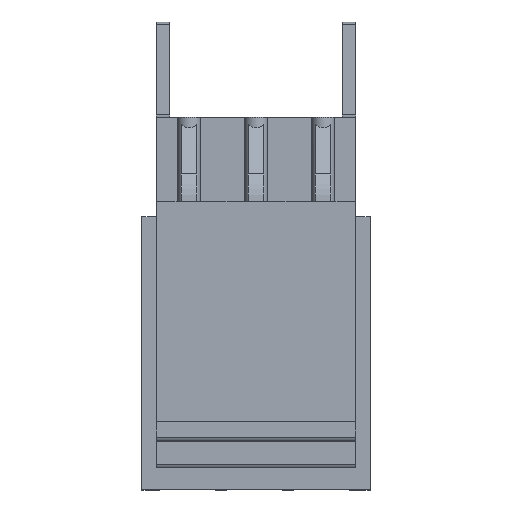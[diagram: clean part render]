
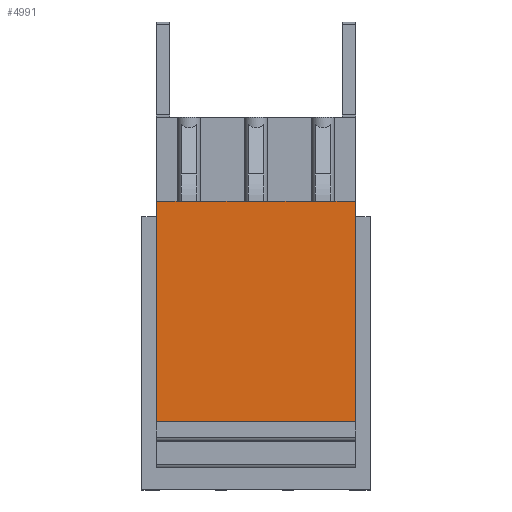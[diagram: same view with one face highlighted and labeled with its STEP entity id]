
A CAD part, top view. The second image highlights one B-rep face of the part: STEP entity #4991.
In plain terms, the highlighted planar face has unit normal (0, 0, 1).
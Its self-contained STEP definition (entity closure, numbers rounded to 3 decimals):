
#4766=AXIS2_PLACEMENT_3D('Plane Axis2P3D',#4763,#4764,#4765) ;
#4763=CARTESIAN_POINT('Axis2P3D Location',(0.,2.5,33.)) ;
#4896=CARTESIAN_POINT('Vertex',(11.15,3.5,33.)) ;
#4899=CARTESIAN_POINT('Line Origine',(5.95,3.5,33.)) ;
#4903=CARTESIAN_POINT('Vertex',(0.75,3.5,33.)) ;
#4918=CARTESIAN_POINT('Line Origine',(11.15,9.25,33.)) ;
#4922=CARTESIAN_POINT('Vertex',(11.15,15.,33.)) ;
#4925=CARTESIAN_POINT('Line Origine',(10.5,15.,33.)) ;
#4929=CARTESIAN_POINT('Vertex',(9.85,15.,33.)) ;
#4932=CARTESIAN_POINT('Line Origine',(9.45,15.,33.)) ;
#4936=CARTESIAN_POINT('Vertex',(9.05,15.,33.)) ;
#4939=CARTESIAN_POINT('Line Origine',(7.7,15.,33.)) ;
#4943=CARTESIAN_POINT('Vertex',(6.35,15.,33.)) ;
#4946=CARTESIAN_POINT('Line Origine',(5.95,15.,33.)) ;
#4950=CARTESIAN_POINT('Vertex',(5.55,15.,33.)) ;
#4953=CARTESIAN_POINT('Line Origine',(4.2,15.,33.)) ;
#4957=CARTESIAN_POINT('Vertex',(2.85,15.,33.)) ;
#4960=CARTESIAN_POINT('Line Origine',(2.45,15.,33.)) ;
#4964=CARTESIAN_POINT('Vertex',(2.05,15.,33.)) ;
#4967=CARTESIAN_POINT('Line Origine',(1.4,15.,33.)) ;
#4971=CARTESIAN_POINT('Vertex',(0.75,15.,33.)) ;
#4974=CARTESIAN_POINT('Line Origine',(0.75,9.25,33.)) ;
#4764=DIRECTION('Axis2P3D Direction',(-0.,0.,1.)) ;
#4765=DIRECTION('Axis2P3D XDirection',(0.,-1.,0.)) ;
#4900=DIRECTION('Vector Direction',(1.,0.,0.)) ;
#4919=DIRECTION('Vector Direction',(0.,-1.,0.)) ;
#4926=DIRECTION('Vector Direction',(1.,0.,0.)) ;
#4933=DIRECTION('Vector Direction',(1.,0.,0.)) ;
#4940=DIRECTION('Vector Direction',(1.,0.,0.)) ;
#4947=DIRECTION('Vector Direction',(1.,0.,0.)) ;
#4954=DIRECTION('Vector Direction',(1.,0.,0.)) ;
#4961=DIRECTION('Vector Direction',(1.,0.,0.)) ;
#4968=DIRECTION('Vector Direction',(1.,0.,0.)) ;
#4975=DIRECTION('Vector Direction',(0.,-1.,0.)) ;
#4901=VECTOR('Line Direction',#4900,1.) ;
#4920=VECTOR('Line Direction',#4919,1.) ;
#4927=VECTOR('Line Direction',#4926,1.) ;
#4934=VECTOR('Line Direction',#4933,1.) ;
#4941=VECTOR('Line Direction',#4940,1.) ;
#4948=VECTOR('Line Direction',#4947,1.) ;
#4955=VECTOR('Line Direction',#4954,1.) ;
#4962=VECTOR('Line Direction',#4961,1.) ;
#4969=VECTOR('Line Direction',#4968,1.) ;
#4976=VECTOR('Line Direction',#4975,1.) ;
#4980=ORIENTED_EDGE('',*,*,#4924,.T.) ;
#4981=ORIENTED_EDGE('',*,*,#4931,.F.) ;
#4982=ORIENTED_EDGE('',*,*,#4938,.F.) ;
#4983=ORIENTED_EDGE('',*,*,#4945,.F.) ;
#4984=ORIENTED_EDGE('',*,*,#4952,.F.) ;
#4985=ORIENTED_EDGE('',*,*,#4959,.F.) ;
#4986=ORIENTED_EDGE('',*,*,#4966,.F.) ;
#4987=ORIENTED_EDGE('',*,*,#4973,.F.) ;
#4988=ORIENTED_EDGE('',*,*,#4978,.F.) ;
#4989=ORIENTED_EDGE('',*,*,#4905,.T.) ;
#4991=ADVANCED_FACE('HOUSING',(#4990),#4767,.T.) ;
#4905=EDGE_CURVE('',#4904,#4897,#4902,.T.) ;
#4924=EDGE_CURVE('',#4897,#4923,#4921,.F.) ;
#4931=EDGE_CURVE('',#4930,#4923,#4928,.T.) ;
#4938=EDGE_CURVE('',#4937,#4930,#4935,.T.) ;
#4945=EDGE_CURVE('',#4944,#4937,#4942,.T.) ;
#4952=EDGE_CURVE('',#4951,#4944,#4949,.T.) ;
#4959=EDGE_CURVE('',#4958,#4951,#4956,.T.) ;
#4966=EDGE_CURVE('',#4965,#4958,#4963,.T.) ;
#4973=EDGE_CURVE('',#4972,#4965,#4970,.T.) ;
#4978=EDGE_CURVE('',#4904,#4972,#4977,.F.) ;
#4979=EDGE_LOOP('',(#4980,#4981,#4982,#4983,#4984,#4985,#4986,#4987,#4988,#4989)) ;
#4990=FACE_OUTER_BOUND('',#4979,.T.) ;
#4902=LINE('Line',#4899,#4901) ;
#4921=LINE('Line',#4918,#4920) ;
#4928=LINE('Line',#4925,#4927) ;
#4935=LINE('Line',#4932,#4934) ;
#4942=LINE('Line',#4939,#4941) ;
#4949=LINE('Line',#4946,#4948) ;
#4956=LINE('Line',#4953,#4955) ;
#4963=LINE('Line',#4960,#4962) ;
#4970=LINE('Line',#4967,#4969) ;
#4977=LINE('Line',#4974,#4976) ;
#4767=PLANE('',#4766) ;
#4897=VERTEX_POINT('',#4896) ;
#4904=VERTEX_POINT('',#4903) ;
#4923=VERTEX_POINT('',#4922) ;
#4930=VERTEX_POINT('',#4929) ;
#4937=VERTEX_POINT('',#4936) ;
#4944=VERTEX_POINT('',#4943) ;
#4951=VERTEX_POINT('',#4950) ;
#4958=VERTEX_POINT('',#4957) ;
#4965=VERTEX_POINT('',#4964) ;
#4972=VERTEX_POINT('',#4971) ;
